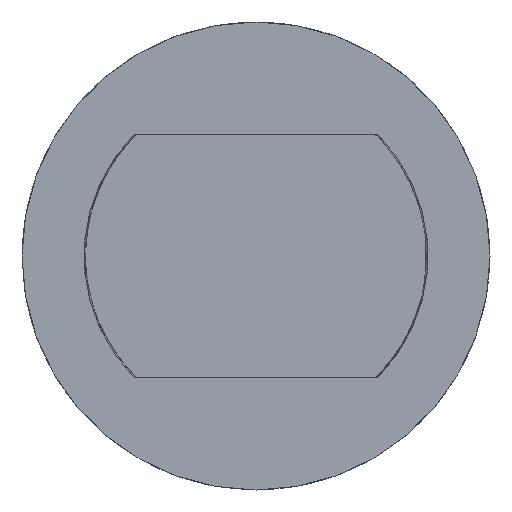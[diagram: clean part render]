
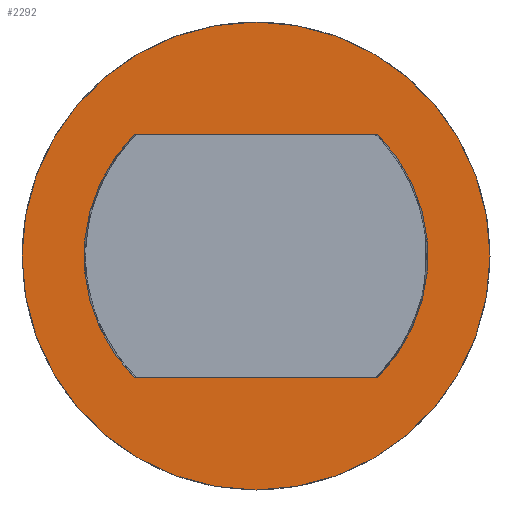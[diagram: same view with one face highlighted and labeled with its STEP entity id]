
A CAD part, front view. The second image highlights one B-rep face of the part: STEP entity #2292.
In plain terms, the highlighted planar face has unit normal (0, -1, 0).
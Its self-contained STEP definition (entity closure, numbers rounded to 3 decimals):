
#15=FACE_BOUND('',#418,.T.);
#43=LINE('',#7524,#72);
#45=LINE('',#7527,#74);
#72=VECTOR('',#2937,10.);
#74=VECTOR('',#2941,10.);
#98=PLANE('',#2515);
#279=FACE_OUTER_BOUND('',#417,.T.);
#417=EDGE_LOOP('',(#2079));
#418=EDGE_LOOP('',(#2080,#2081,#2082,#2083));
#736=CIRCLE('',#2483,4.999);
#744=CIRCLE('',#2495,4.999);
#753=CIRCLE('',#2507,6.8);
#958=VERTEX_POINT('',#6988);
#959=VERTEX_POINT('',#6990);
#972=VERTEX_POINT('',#7080);
#973=VERTEX_POINT('',#7082);
#984=VERTEX_POINT('',#7467);
#1298=EDGE_CURVE('',#959,#958,#736,.T.);
#1321=EDGE_CURVE('',#973,#972,#744,.T.);
#1344=EDGE_CURVE('',#984,#984,#753,.T.);
#1348=EDGE_CURVE('',#972,#959,#43,.T.);
#1350=EDGE_CURVE('',#958,#973,#45,.T.);
#2079=ORIENTED_EDGE('',*,*,#1344,.F.);
#2080=ORIENTED_EDGE('',*,*,#1348,.T.);
#2081=ORIENTED_EDGE('',*,*,#1298,.T.);
#2082=ORIENTED_EDGE('',*,*,#1350,.T.);
#2083=ORIENTED_EDGE('',*,*,#1321,.T.);
#2292=ADVANCED_FACE('',(#279,#15),#98,.F.);
#2483=AXIS2_PLACEMENT_3D('',#6991,#2867,#2868);
#2495=AXIS2_PLACEMENT_3D('',#7083,#2899,#2900);
#2507=AXIS2_PLACEMENT_3D('',#7469,#2925,#2926);
#2515=AXIS2_PLACEMENT_3D('',#7530,#2945,#2946);
#2867=DIRECTION('center_axis',(0.,1.,0.));
#2868=DIRECTION('ref_axis',(1.,0.,0.));
#2899=DIRECTION('center_axis',(0.,1.,0.));
#2900=DIRECTION('ref_axis',(1.,0.,0.));
#2925=DIRECTION('center_axis',(0.,1.,0.));
#2926=DIRECTION('ref_axis',(-1.,0.,0.));
#2937=DIRECTION('',(1.,0.,0.));
#2941=DIRECTION('',(-1.,0.,0.));
#2945=DIRECTION('center_axis',(0.,1.,0.));
#2946=DIRECTION('ref_axis',(0.,0.,1.));
#6988=CARTESIAN_POINT('',(3.535,0.,-3.535));
#6990=CARTESIAN_POINT('',(3.535,0.,3.535));
#6991=CARTESIAN_POINT('Origin',(0.,0.,0.));
#7080=CARTESIAN_POINT('',(-3.535,0.,3.535));
#7082=CARTESIAN_POINT('',(-3.535,0.,-3.535));
#7083=CARTESIAN_POINT('Origin',(0.,0.,0.));
#7467=CARTESIAN_POINT('',(6.8,0.,0.));
#7469=CARTESIAN_POINT('Origin',(0.,0.,0.));
#7524=CARTESIAN_POINT('',(-1.768,0.,3.535));
#7527=CARTESIAN_POINT('',(1.768,0.,-3.535));
#7530=CARTESIAN_POINT('Origin',(0.,0.,0.));
